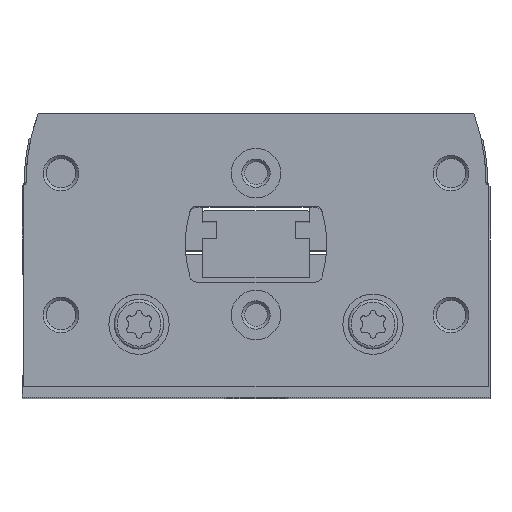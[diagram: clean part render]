
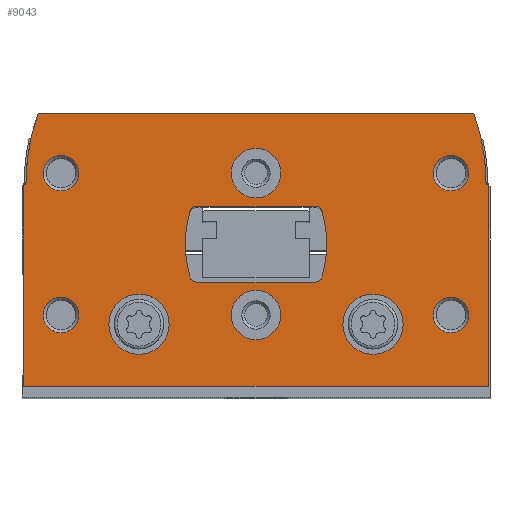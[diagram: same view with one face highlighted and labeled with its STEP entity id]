
A CAD part, top view. The second image highlights one B-rep face of the part: STEP entity #9043.
In plain terms, the highlighted planar face has unit normal (0, 0, 1).
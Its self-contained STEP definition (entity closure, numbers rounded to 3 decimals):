
#425=LINE('',#13999,#931);
#430=LINE('',#14009,#936);
#448=LINE('',#14055,#954);
#454=LINE('',#14067,#960);
#468=LINE('',#14142,#974);
#470=LINE('',#14145,#976);
#471=LINE('',#14177,#977);
#472=LINE('',#14197,#978);
#931=VECTOR('',#11506,1000.);
#936=VECTOR('',#11513,1000.);
#954=VECTOR('',#11549,1000.);
#960=VECTOR('',#11559,1000.);
#974=VECTOR('',#11617,1000.);
#976=VECTOR('',#11621,1000.);
#977=VECTOR('',#11654,1000.);
#978=VECTOR('',#11675,1000.);
#1239=PLANE('',#9814);
#2434=ORIENTED_EDGE('',*,*,#4017,.F.);
#2435=ORIENTED_EDGE('',*,*,#4018,.F.);
#2436=ORIENTED_EDGE('',*,*,#4019,.T.);
#2437=ORIENTED_EDGE('',*,*,#4020,.T.);
#2438=ORIENTED_EDGE('',*,*,#4021,.T.);
#2439=ORIENTED_EDGE('',*,*,#4022,.T.);
#2440=ORIENTED_EDGE('',*,*,#4023,.T.);
#2441=ORIENTED_EDGE('',*,*,#4024,.T.);
#2442=ORIENTED_EDGE('',*,*,#3978,.F.);
#2443=ORIENTED_EDGE('',*,*,#3998,.F.);
#2444=ORIENTED_EDGE('',*,*,#3990,.F.);
#2445=ORIENTED_EDGE('',*,*,#3987,.F.);
#2446=ORIENTED_EDGE('',*,*,#4025,.F.);
#2447=ORIENTED_EDGE('',*,*,#4026,.F.);
#2448=ORIENTED_EDGE('',*,*,#4027,.F.);
#2449=ORIENTED_EDGE('',*,*,#3981,.F.);
#2450=ORIENTED_EDGE('',*,*,#3965,.T.);
#2451=ORIENTED_EDGE('',*,*,#3959,.T.);
#2452=ORIENTED_EDGE('',*,*,#4000,.T.);
#2453=ORIENTED_EDGE('',*,*,#3930,.T.);
#2454=ORIENTED_EDGE('',*,*,#3935,.T.);
#2455=ORIENTED_EDGE('',*,*,#3939,.T.);
#2456=ORIENTED_EDGE('',*,*,#4016,.T.);
#2457=ORIENTED_EDGE('',*,*,#3971,.T.);
#3930=EDGE_CURVE('',#4826,#4825,#425,.T.);
#3935=EDGE_CURVE('',#4825,#4829,#430,.T.);
#3939=EDGE_CURVE('',#4829,#4831,#5385,.T.);
#3959=EDGE_CURVE('',#4846,#4848,#448,.T.);
#3965=EDGE_CURVE('',#4852,#4846,#454,.T.);
#3971=EDGE_CURVE('',#4857,#4852,#5391,.T.);
#3978=EDGE_CURVE('',#4861,#4862,#5394,.T.);
#3981=EDGE_CURVE('',#4862,#4863,#5395,.T.);
#3987=EDGE_CURVE('',#4867,#4868,#5398,.T.);
#3990=EDGE_CURVE('',#4868,#4870,#5399,.T.);
#3998=EDGE_CURVE('',#4870,#4861,#468,.T.);
#4000=EDGE_CURVE('',#4848,#4826,#470,.T.);
#4016=EDGE_CURVE('',#4831,#4857,#471,.T.);
#4017=EDGE_CURVE('',#4891,#4891,#5420,.T.);
#4018=EDGE_CURVE('',#4892,#4892,#5421,.T.);
#4019=EDGE_CURVE('',#4893,#4893,#5422,.T.);
#4020=EDGE_CURVE('',#4894,#4894,#5423,.T.);
#4021=EDGE_CURVE('',#4895,#4895,#5424,.T.);
#4022=EDGE_CURVE('',#4896,#4896,#5425,.T.);
#4023=EDGE_CURVE('',#4897,#4897,#5426,.T.);
#4024=EDGE_CURVE('',#4898,#4898,#5427,.T.);
#4025=EDGE_CURVE('',#4899,#4867,#5428,.T.);
#4026=EDGE_CURVE('',#4900,#4899,#472,.T.);
#4027=EDGE_CURVE('',#4863,#4900,#5429,.T.);
#4825=VERTEX_POINT('',#13998);
#4826=VERTEX_POINT('',#14000);
#4829=VERTEX_POINT('',#14008);
#4831=VERTEX_POINT('',#14015);
#4846=VERTEX_POINT('',#14049);
#4848=VERTEX_POINT('',#14054);
#4852=VERTEX_POINT('',#14065);
#4857=VERTEX_POINT('',#14080);
#4861=VERTEX_POINT('',#14094);
#4862=VERTEX_POINT('',#14096);
#4863=VERTEX_POINT('',#14104);
#4867=VERTEX_POINT('',#14117);
#4868=VERTEX_POINT('',#14119);
#4870=VERTEX_POINT('',#14128);
#4891=VERTEX_POINT('',#14180);
#4892=VERTEX_POINT('',#14182);
#4893=VERTEX_POINT('',#14184);
#4894=VERTEX_POINT('',#14186);
#4895=VERTEX_POINT('',#14188);
#4896=VERTEX_POINT('',#14190);
#4897=VERTEX_POINT('',#14192);
#4898=VERTEX_POINT('',#14194);
#4899=VERTEX_POINT('',#14196);
#4900=VERTEX_POINT('',#14198);
#5385=CIRCLE('',#9766,30.);
#5391=CIRCLE('',#9778,30.);
#5394=CIRCLE('',#9782,1.);
#5395=CIRCLE('',#9784,16.);
#5398=CIRCLE('',#9788,16.);
#5399=CIRCLE('',#9790,1.);
#5420=CIRCLE('',#9815,4.25);
#5421=CIRCLE('',#9816,4.25);
#5422=CIRCLE('',#9817,3.5);
#5423=CIRCLE('',#9818,3.5);
#5424=CIRCLE('',#9819,2.5);
#5425=CIRCLE('',#9820,2.5);
#5426=CIRCLE('',#9821,2.5);
#5427=CIRCLE('',#9822,2.5);
#5428=CIRCLE('',#9823,1.);
#5429=CIRCLE('',#9824,1.);
#5989=EDGE_LOOP('',(#2434));
#5990=EDGE_LOOP('',(#2435));
#5991=EDGE_LOOP('',(#2436));
#5992=EDGE_LOOP('',(#2437));
#5993=EDGE_LOOP('',(#2438));
#5994=EDGE_LOOP('',(#2439));
#5995=EDGE_LOOP('',(#2440));
#5996=EDGE_LOOP('',(#2441));
#5997=EDGE_LOOP('',(#2442,#2443,#2444,#2445,#2446,#2447,#2448,#2449));
#5998=EDGE_LOOP('',(#2450,#2451,#2452,#2453,#2454,#2455,#2456,#2457));
#6691=FACE_BOUND('',#5989,.T.);
#6692=FACE_BOUND('',#5990,.T.);
#6693=FACE_BOUND('',#5991,.T.);
#6694=FACE_BOUND('',#5992,.T.);
#6695=FACE_BOUND('',#5993,.T.);
#6696=FACE_BOUND('',#5994,.T.);
#6697=FACE_BOUND('',#5995,.T.);
#6698=FACE_BOUND('',#5996,.T.);
#6699=FACE_BOUND('',#5997,.T.);
#6700=FACE_BOUND('',#5998,.T.);
#9043=ADVANCED_FACE('',(#6691,#6692,#6693,#6694,#6695,#6696,#6697,#6698,
#6699,#6700),#1239,.T.);
#9766=AXIS2_PLACEMENT_3D('',#14016,#11520,#11521);
#9778=AXIS2_PLACEMENT_3D('',#14079,#11570,#11571);
#9782=AXIS2_PLACEMENT_3D('',#14095,#11581,#11582);
#9784=AXIS2_PLACEMENT_3D('',#14103,#11586,#11587);
#9788=AXIS2_PLACEMENT_3D('',#14118,#11596,#11597);
#9790=AXIS2_PLACEMENT_3D('',#14127,#11601,#11602);
#9814=AXIS2_PLACEMENT_3D('',#14178,#11655,#11656);
#9815=AXIS2_PLACEMENT_3D('',#14179,#11657,#11658);
#9816=AXIS2_PLACEMENT_3D('',#14181,#11659,#11660);
#9817=AXIS2_PLACEMENT_3D('',#14183,#11661,#11662);
#9818=AXIS2_PLACEMENT_3D('',#14185,#11663,#11664);
#9819=AXIS2_PLACEMENT_3D('',#14187,#11665,#11666);
#9820=AXIS2_PLACEMENT_3D('',#14189,#11667,#11668);
#9821=AXIS2_PLACEMENT_3D('',#14191,#11669,#11670);
#9822=AXIS2_PLACEMENT_3D('',#14193,#11671,#11672);
#9823=AXIS2_PLACEMENT_3D('',#14195,#11673,#11674);
#9824=AXIS2_PLACEMENT_3D('',#14199,#11676,#11677);
#11506=DIRECTION('',(0.,1.,0.));
#11513=DIRECTION('',(-0.866,0.5,0.));
#11520=DIRECTION('',(0.,0.,1.));
#11521=DIRECTION('',(1.,0.,0.));
#11549=DIRECTION('',(0.,-1.,0.));
#11559=DIRECTION('',(-0.866,-0.5,0.));
#11570=DIRECTION('',(0.,0.,1.));
#11571=DIRECTION('',(1.,0.,0.));
#11581=DIRECTION('',(0.,0.,1.));
#11582=DIRECTION('',(1.,0.,0.));
#11586=DIRECTION('',(0.,0.,1.));
#11587=DIRECTION('',(1.,0.,0.));
#11596=DIRECTION('',(0.,0.,1.));
#11597=DIRECTION('',(1.,0.,0.));
#11601=DIRECTION('',(0.,0.,1.));
#11602=DIRECTION('',(1.,0.,0.));
#11617=DIRECTION('',(-1.,0.,0.));
#11621=DIRECTION('',(1.,0.,0.));
#11654=DIRECTION('',(-1.,0.,0.));
#11655=DIRECTION('',(0.,0.,1.));
#11656=DIRECTION('',(1.,0.,0.));
#11657=DIRECTION('',(0.,0.,1.));
#11658=DIRECTION('',(1.,0.,0.));
#11659=DIRECTION('',(0.,0.,1.));
#11660=DIRECTION('',(1.,0.,0.));
#11661=DIRECTION('',(0.,0.,-1.));
#11662=DIRECTION('',(-1.,0.,0.));
#11663=DIRECTION('',(0.,0.,-1.));
#11664=DIRECTION('',(-1.,0.,0.));
#11665=DIRECTION('',(0.,0.,-1.));
#11666=DIRECTION('',(-1.,0.,0.));
#11667=DIRECTION('',(0.,0.,-1.));
#11668=DIRECTION('',(-1.,0.,0.));
#11669=DIRECTION('',(0.,0.,-1.));
#11670=DIRECTION('',(-1.,0.,0.));
#11671=DIRECTION('',(0.,0.,-1.));
#11672=DIRECTION('',(-1.,0.,0.));
#11673=DIRECTION('',(0.,0.,1.));
#11674=DIRECTION('',(1.,0.,0.));
#11675=DIRECTION('',(1.,0.,0.));
#11676=DIRECTION('',(0.,0.,1.));
#11677=DIRECTION('',(1.,0.,0.));
#13998=CARTESIAN_POINT('',(32.75,28.327,0.));
#13999=CARTESIAN_POINT('',(32.75,0.,0.));
#14000=CARTESIAN_POINT('',(32.75,0.,0.));
#14008=CARTESIAN_POINT('',(32.45,28.5,0.));
#14009=CARTESIAN_POINT('',(32.75,28.327,0.));
#14015=CARTESIAN_POINT('',(30.734,38.5,0.));
#14016=CARTESIAN_POINT('',(2.45,28.5,0.));
#14049=CARTESIAN_POINT('',(-32.75,28.327,0.));
#14054=CARTESIAN_POINT('',(-32.75,0.,0.));
#14055=CARTESIAN_POINT('',(-32.75,28.327,0.));
#14065=CARTESIAN_POINT('',(-32.45,28.5,0.));
#14067=CARTESIAN_POINT('',(-32.45,28.5,0.));
#14079=CARTESIAN_POINT('',(-2.45,28.5,0.));
#14080=CARTESIAN_POINT('',(-30.734,38.5,0.));
#14094=CARTESIAN_POINT('',(-8.355,25.4,0.));
#14095=CARTESIAN_POINT('',(-8.355,24.4,0.));
#14096=CARTESIAN_POINT('',(-9.312,24.69,0.));
#14103=CARTESIAN_POINT('',(6.,20.05,0.));
#14104=CARTESIAN_POINT('',(-9.312,15.41,0.));
#14117=CARTESIAN_POINT('',(9.312,15.41,0.));
#14118=CARTESIAN_POINT('',(-6.,20.05,0.));
#14119=CARTESIAN_POINT('',(9.312,24.69,0.));
#14127=CARTESIAN_POINT('',(8.355,24.4,0.));
#14128=CARTESIAN_POINT('',(8.355,25.4,0.));
#14142=CARTESIAN_POINT('',(8.355,25.4,0.));
#14145=CARTESIAN_POINT('',(-32.75,0.,0.));
#14177=CARTESIAN_POINT('',(30.734,38.5,0.));
#14178=CARTESIAN_POINT('',(2.45,28.5,0.));
#14179=CARTESIAN_POINT('',(-16.5,8.75,0.));
#14180=CARTESIAN_POINT('',(-12.25,8.75,0.));
#14181=CARTESIAN_POINT('',(16.5,8.75,0.));
#14182=CARTESIAN_POINT('',(20.75,8.75,0.));
#14183=CARTESIAN_POINT('',(0.,10.05,0.));
#14184=CARTESIAN_POINT('',(-3.5,10.05,0.));
#14185=CARTESIAN_POINT('',(0.,30.05,0.));
#14186=CARTESIAN_POINT('',(-3.5,30.05,0.));
#14187=CARTESIAN_POINT('',(27.5,10.05,0.));
#14188=CARTESIAN_POINT('',(25.,10.05,0.));
#14189=CARTESIAN_POINT('',(-27.5,10.05,0.));
#14190=CARTESIAN_POINT('',(-30.,10.05,0.));
#14191=CARTESIAN_POINT('',(-27.5,30.05,0.));
#14192=CARTESIAN_POINT('',(-30.,30.05,0.));
#14193=CARTESIAN_POINT('',(27.5,30.05,0.));
#14194=CARTESIAN_POINT('',(25.,30.05,0.));
#14195=CARTESIAN_POINT('',(8.355,15.7,0.));
#14196=CARTESIAN_POINT('',(8.355,14.7,0.));
#14197=CARTESIAN_POINT('',(-8.355,14.7,0.));
#14198=CARTESIAN_POINT('',(-8.355,14.7,0.));
#14199=CARTESIAN_POINT('',(-8.355,15.7,0.));
